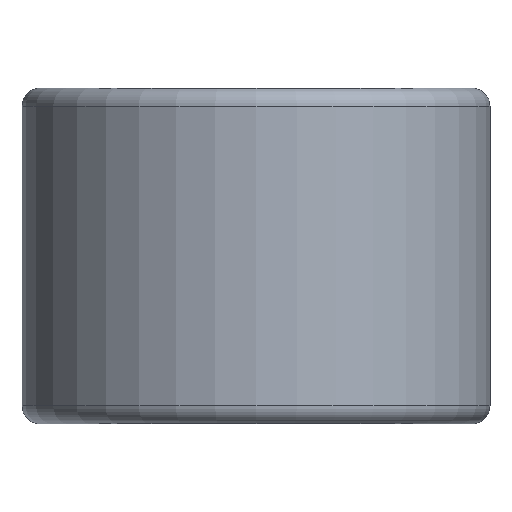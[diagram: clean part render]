
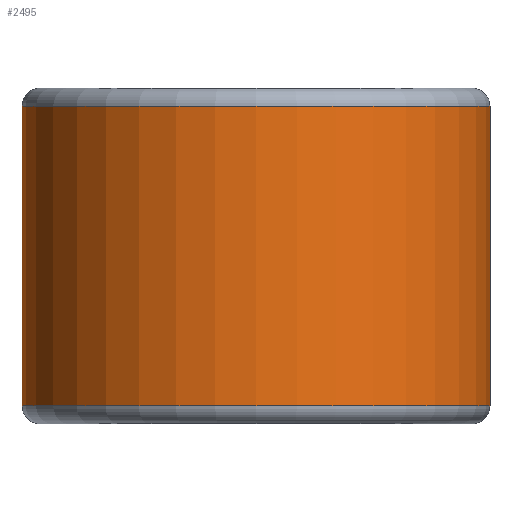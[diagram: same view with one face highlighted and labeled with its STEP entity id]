
A CAD part, front view. The second image highlights one B-rep face of the part: STEP entity #2495.
In plain terms, the highlighted cylindrical face has radius 9.919 mm (diameter 19.837 mm), a partial arc.
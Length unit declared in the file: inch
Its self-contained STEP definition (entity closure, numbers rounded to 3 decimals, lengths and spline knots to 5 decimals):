
#31 = DIRECTION ( 'NONE',  ( 0., 0., 1. ) ) ;
#62 = LINE ( 'NONE', #2188, #1692 ) ;
#218 = AXIS2_PLACEMENT_3D ( 'NONE', #792, #2238, #1005 ) ;
#285 = FACE_OUTER_BOUND ( 'NONE', #2608, .T. ) ;
#309 = ORIENTED_EDGE ( 'NONE', *, *, #935, .T. ) ;
#350 = CARTESIAN_POINT ( 'NONE',  ( 0.703, -1.125, 0.25 ) ) ;
#387 = DIRECTION ( 'NONE',  ( 0., 0., 1. ) ) ;
#434 = AXIS2_PLACEMENT_3D ( 'NONE', #1298, #31, #2524 ) ;
#792 = CARTESIAN_POINT ( 'NONE',  ( 0.3125, -1.125, -0.25 ) ) ;
#900 = CIRCLE ( 'NONE', #1781, 0.3905 ) ;
#914 = VERTEX_POINT ( 'NONE', #350 ) ;
#935 = EDGE_CURVE ( 'NONE', #2549, #1536, #1760, .T. ) ;
#976 = CARTESIAN_POINT ( 'NONE',  ( 0.703, -1.125, 0. ) ) ;
#1005 = DIRECTION ( 'NONE',  ( 1., 0., 0. ) ) ;
#1007 = ORIENTED_EDGE ( 'NONE', *, *, #1957, .F. ) ;
#1102 = CARTESIAN_POINT ( 'NONE',  ( -0.078, -1.125, -0.25 ) ) ;
#1143 = DIRECTION ( 'NONE',  ( 0., 0., -1. ) ) ;
#1298 = CARTESIAN_POINT ( 'NONE',  ( 0.3125, -1.125, 0. ) ) ;
#1348 = ORIENTED_EDGE ( 'NONE', *, *, #1473, .T. ) ;
#1424 = EDGE_CURVE ( 'NONE', #1992, #2549, #62, .T. ) ;
#1473 = EDGE_CURVE ( 'NONE', #1536, #914, #1729, .T. ) ;
#1536 = VERTEX_POINT ( 'NONE', #1754 ) ;
#1664 = CARTESIAN_POINT ( 'NONE',  ( 0.3125, -1.125, 0.25 ) ) ;
#1692 = VECTOR ( 'NONE', #1143, 39.37008 ) ;
#1729 = LINE ( 'NONE', #976, #2249 ) ;
#1754 = CARTESIAN_POINT ( 'NONE',  ( 0.703, -1.125, -0.25 ) ) ;
#1760 = CIRCLE ( 'NONE', #218, 0.3905 ) ;
#1781 = AXIS2_PLACEMENT_3D ( 'NONE', #1664, #387, #1872 ) ;
#1872 = DIRECTION ( 'NONE',  ( 1., 0., 0. ) ) ;
#1957 = EDGE_CURVE ( 'NONE', #1992, #914, #900, .T. ) ;
#1992 = VERTEX_POINT ( 'NONE', #2658 ) ;
#2020 = ORIENTED_EDGE ( 'NONE', *, *, #1424, .T. ) ;
#2188 = CARTESIAN_POINT ( 'NONE',  ( -0.078, -1.125, 0.25 ) ) ;
#2195 = CYLINDRICAL_SURFACE ( 'NONE', #434, 0.3905 ) ;
#2212 = DIRECTION ( 'NONE',  ( 0., 0., 1. ) ) ;
#2238 = DIRECTION ( 'NONE',  ( 0., 0., 1. ) ) ;
#2249 = VECTOR ( 'NONE', #2212, 39.37008 ) ;
#2495 = ADVANCED_FACE ( 'NONE', ( #285 ), #2195, .T. ) ;
#2524 = DIRECTION ( 'NONE',  ( 1., 0., 0. ) ) ;
#2549 = VERTEX_POINT ( 'NONE', #1102 ) ;
#2608 = EDGE_LOOP ( 'NONE', ( #309, #1348, #1007, #2020 ) ) ;
#2658 = CARTESIAN_POINT ( 'NONE',  ( -0.078, -1.125, 0.25 ) ) ;
